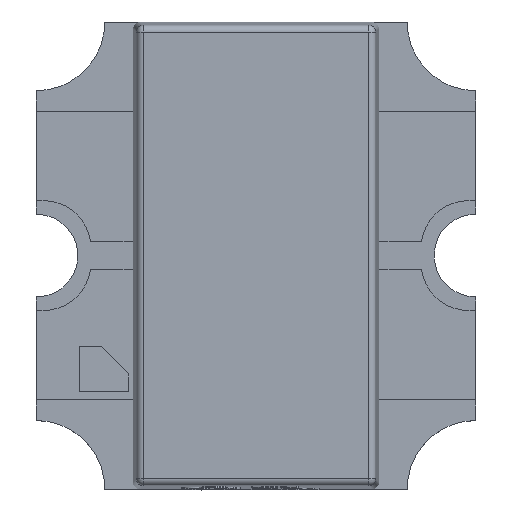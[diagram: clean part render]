
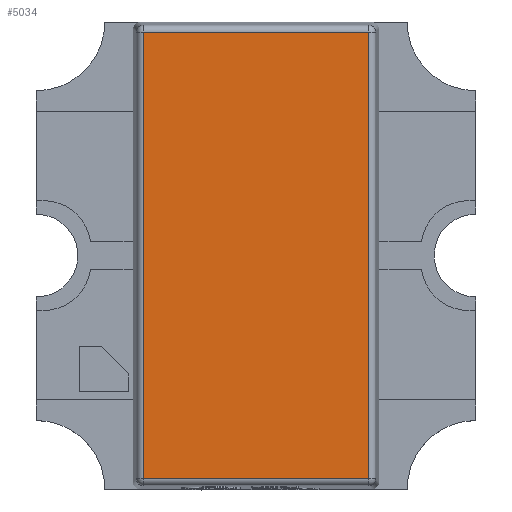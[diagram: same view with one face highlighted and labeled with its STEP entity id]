
A CAD part, top view. The second image highlights one B-rep face of the part: STEP entity #5034.
In plain terms, the highlighted planar face has unit normal (0, 0, 1).
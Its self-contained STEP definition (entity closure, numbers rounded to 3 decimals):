
#206 = ORIENTED_EDGE ( 'NONE', *, *, #12711, .T. ) ;
#380 = DIRECTION ( 'NONE',  ( 1., 0., 0. ) ) ;
#585 = CARTESIAN_POINT ( 'NONE',  ( -0.82, -1.625, 0.8 ) ) ;
#762 = LINE ( 'NONE', #13966, #6503 ) ;
#1647 = DIRECTION ( 'NONE',  ( 0., 0., 1. ) ) ;
#1936 = EDGE_CURVE ( 'NONE', #6209, #5321, #762, .T. ) ;
#2367 = FACE_OUTER_BOUND ( 'NONE', #5411, .T. ) ;
#2521 = LINE ( 'NONE', #4666, #10976 ) ;
#3228 = PLANE ( 'NONE',  #4379 ) ;
#3428 = CARTESIAN_POINT ( 'NONE',  ( 0.82, 1.625, 0.8 ) ) ;
#4379 = AXIS2_PLACEMENT_3D ( 'NONE', #11344, #1647, #380 ) ;
#4666 = CARTESIAN_POINT ( 'NONE',  ( -0.82, -1.673, 0.8 ) ) ;
#4946 = VECTOR ( 'NONE', #12294, 1000. ) ;
#5034 = ADVANCED_FACE ( 'NONE', ( #2367 ), #3228, .T. ) ;
#5321 = VERTEX_POINT ( 'NONE', #3428 ) ;
#5327 = CARTESIAN_POINT ( 'NONE',  ( 0.82, -1.625, 0.8 ) ) ;
#5411 = EDGE_LOOP ( 'NONE', ( #13391, #206, #6948, #10957 ) ) ;
#5577 = DIRECTION ( 'NONE',  ( 1., 0., 0. ) ) ;
#5860 = EDGE_CURVE ( 'NONE', #6301, #7999, #2521, .T. ) ;
#6209 = VERTEX_POINT ( 'NONE', #5327 ) ;
#6301 = VERTEX_POINT ( 'NONE', #7315 ) ;
#6503 = VECTOR ( 'NONE', #10744, 1000. ) ;
#6948 = ORIENTED_EDGE ( 'NONE', *, *, #1936, .T. ) ;
#7315 = CARTESIAN_POINT ( 'NONE',  ( -0.82, 1.625, 0.8 ) ) ;
#7999 = VERTEX_POINT ( 'NONE', #585 ) ;
#8818 = EDGE_CURVE ( 'NONE', #5321, #6301, #13450, .T. ) ;
#8865 = DIRECTION ( 'NONE',  ( 0., -1., 0. ) ) ;
#9154 = VECTOR ( 'NONE', #5577, 1000. ) ;
#10131 = LINE ( 'NONE', #12201, #9154 ) ;
#10744 = DIRECTION ( 'NONE',  ( 0., 1., 0. ) ) ;
#10957 = ORIENTED_EDGE ( 'NONE', *, *, #8818, .T. ) ;
#10976 = VECTOR ( 'NONE', #8865, 1000. ) ;
#11344 = CARTESIAN_POINT ( 'NONE',  ( 0., 0., 0.8 ) ) ;
#12201 = CARTESIAN_POINT ( 'NONE',  ( 0.868, -1.625, 0.8 ) ) ;
#12294 = DIRECTION ( 'NONE',  ( -1., 0., 0. ) ) ;
#12443 = CARTESIAN_POINT ( 'NONE',  ( -0.868, 1.625, 0.8 ) ) ;
#12711 = EDGE_CURVE ( 'NONE', #7999, #6209, #10131, .T. ) ;
#13391 = ORIENTED_EDGE ( 'NONE', *, *, #5860, .T. ) ;
#13450 = LINE ( 'NONE', #12443, #4946 ) ;
#13966 = CARTESIAN_POINT ( 'NONE',  ( 0.82, 1.673, 0.8 ) ) ;
